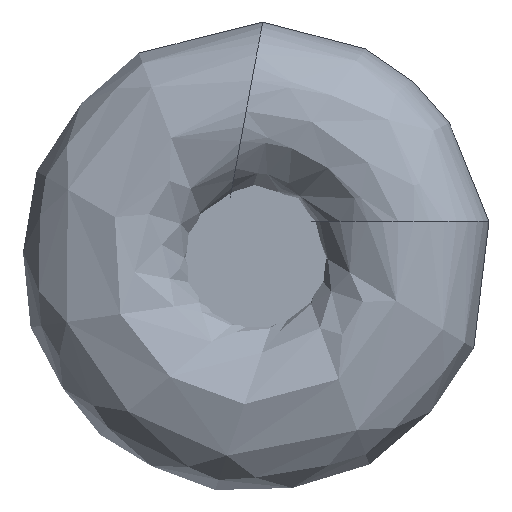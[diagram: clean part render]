
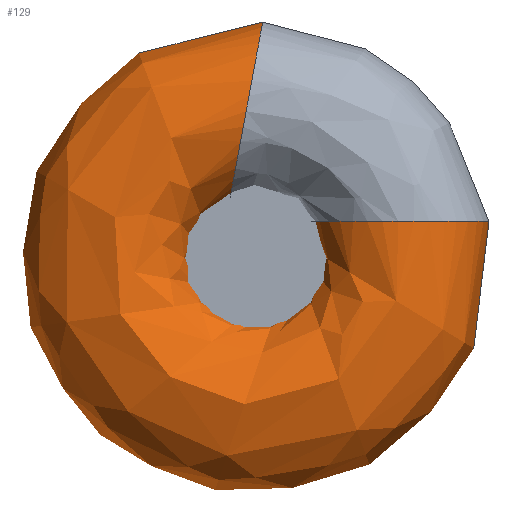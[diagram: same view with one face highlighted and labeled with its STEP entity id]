
A CAD part, left-side view. The second image highlights one B-rep face of the part: STEP entity #129.
In plain terms, the highlighted free-form (B-spline) face has degree [3, 3] with [7, 7] control points.
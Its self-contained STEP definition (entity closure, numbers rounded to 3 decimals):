
#129=ADVANCED_FACE('',(#142,#143),#140,.F.);
#140=(
BOUNDED_SURFACE()
B_SPLINE_SURFACE(3,3,((#293,#294,#295,#296,#297,#298,#299),(#300,#301,#302,
#303,#304,#305,#306),(#307,#308,#309,#310,#311,#312,#313),(#314,#315,#316,
#317,#318,#319,#320),(#321,#322,#323,#324,#325,#326,#327),(#328,#329,#330,
#331,#332,#333,#334),(#335,#336,#337,#338,#339,#340,#341)),
 .UNSPECIFIED.,.T.,.F.,.F.)
B_SPLINE_SURFACE_WITH_KNOTS((1,3,3,3,1),(4,3,4),(-0.5,0.,0.5,1.,1.5),(0.,
0.5,1.),.UNSPECIFIED.)
GEOMETRIC_REPRESENTATION_ITEM()
RATIONAL_B_SPLINE_SURFACE(((1.,0.56,0.56,1.,0.56,
0.56,1.),(0.333,0.187,0.187,
0.333,0.187,0.187,0.333),
(0.333,0.187,0.187,0.333,
0.187,0.187,0.333),(1.,0.56,
0.56,1.,0.56,0.56,1.),(0.333,
0.187,0.187,0.333,0.187,
0.187,0.333),(0.333,0.187,
0.187,0.333,0.187,0.187,
0.333),(1.,0.56,0.56,1.,0.56,
0.56,1.)))
REPRESENTATION_ITEM('')
SURFACE()
);
#142=FACE_BOUND('',#160,.T.);
#143=FACE_BOUND('',#161,.T.);
#160=EDGE_LOOP('',(#180));
#161=EDGE_LOOP('',(#181));
#180=ORIENTED_EDGE('',*,*,#210,.T.);
#181=ORIENTED_EDGE('',*,*,#211,.F.);
#200=VERTEX_POINT('',#290);
#201=VERTEX_POINT('',#292);
#210=EDGE_CURVE('',#200,#200,#220,.T.);
#211=EDGE_CURVE('',#201,#201,#221,.T.);
#220=CIRCLE('',#231,5.);
#221=CIRCLE('',#232,5.);
#231=AXIS2_PLACEMENT_3D('',#289,#251,#252);
#232=AXIS2_PLACEMENT_3D('',#291,#253,#254);
#251=DIRECTION('',(0.,0.983,0.182));
#252=DIRECTION('',(1.,0.,0.));
#253=DIRECTION('',(0.,0.,1.));
#254=DIRECTION('',(1.,0.,0.));
#289=CARTESIAN_POINT('',(5.,0.54,8.078));
#290=CARTESIAN_POINT('',(10.,0.54,8.078));
#291=CARTESIAN_POINT('',(5.,-7.845,2.));
#292=CARTESIAN_POINT('',(10.,-7.845,2.));
#293=CARTESIAN_POINT('',(10.,-7.845,2.));
#294=CARTESIAN_POINT('',(10.,-10.084,-6.782));
#295=CARTESIAN_POINT('',(10.,-2.587,-11.874));
#296=CARTESIAN_POINT('',(10.,4.752,-6.555));
#297=CARTESIAN_POINT('',(10.,12.09,-1.236));
#298=CARTESIAN_POINT('',(10.,9.583,7.473));
#299=CARTESIAN_POINT('',(10.,0.54,8.078));
#300=CARTESIAN_POINT('',(10.,2.155,2.));
#301=CARTESIAN_POINT('',(10.,-0.084,4.412));
#302=CARTESIAN_POINT('',(10.,-3.114,3.127));
#303=CARTESIAN_POINT('',(10.,-2.936,-0.159));
#304=CARTESIAN_POINT('',(10.,-2.757,-3.445));
#305=CARTESIAN_POINT('',(10.,0.394,-4.395));
#306=CARTESIAN_POINT('',(10.,2.358,-1.755));
#307=CARTESIAN_POINT('',(0.,2.155,2.));
#308=CARTESIAN_POINT('',(0.,-0.084,4.412));
#309=CARTESIAN_POINT('',(0.,-3.114,3.127));
#310=CARTESIAN_POINT('',(0.,-2.936,-0.159));
#311=CARTESIAN_POINT('',(0.,-2.757,-3.445));
#312=CARTESIAN_POINT('',(0.,0.394,-4.395));
#313=CARTESIAN_POINT('',(0.,2.358,-1.755));
#314=CARTESIAN_POINT('',(0.,-7.845,2.));
#315=CARTESIAN_POINT('',(0.,-10.084,-6.782));
#316=CARTESIAN_POINT('',(0.,-2.587,-11.874));
#317=CARTESIAN_POINT('',(0.,4.752,-6.555));
#318=CARTESIAN_POINT('',(0.,12.09,-1.236));
#319=CARTESIAN_POINT('',(0.,9.583,7.473));
#320=CARTESIAN_POINT('',(0.,0.54,8.078));
#321=CARTESIAN_POINT('',(0.,-17.845,2.));
#322=CARTESIAN_POINT('',(0.,-20.084,-17.977));
#323=CARTESIAN_POINT('',(0.,-2.06,-26.875));
#324=CARTESIAN_POINT('',(0.,12.439,-12.951));
#325=CARTESIAN_POINT('',(0.,26.937,0.973));
#326=CARTESIAN_POINT('',(0.,18.773,19.342));
#327=CARTESIAN_POINT('',(0.,-1.278,17.911));
#328=CARTESIAN_POINT('',(10.,-17.845,2.));
#329=CARTESIAN_POINT('',(10.,-20.084,-17.977));
#330=CARTESIAN_POINT('',(10.,-2.06,-26.875));
#331=CARTESIAN_POINT('',(10.,12.439,-12.951));
#332=CARTESIAN_POINT('',(10.,26.937,0.973));
#333=CARTESIAN_POINT('',(10.,18.773,19.342));
#334=CARTESIAN_POINT('',(10.,-1.278,17.911));
#335=CARTESIAN_POINT('',(10.,-7.845,2.));
#336=CARTESIAN_POINT('',(10.,-10.084,-6.782));
#337=CARTESIAN_POINT('',(10.,-2.587,-11.874));
#338=CARTESIAN_POINT('',(10.,4.752,-6.555));
#339=CARTESIAN_POINT('',(10.,12.09,-1.236));
#340=CARTESIAN_POINT('',(10.,9.583,7.473));
#341=CARTESIAN_POINT('',(10.,0.54,8.078));
